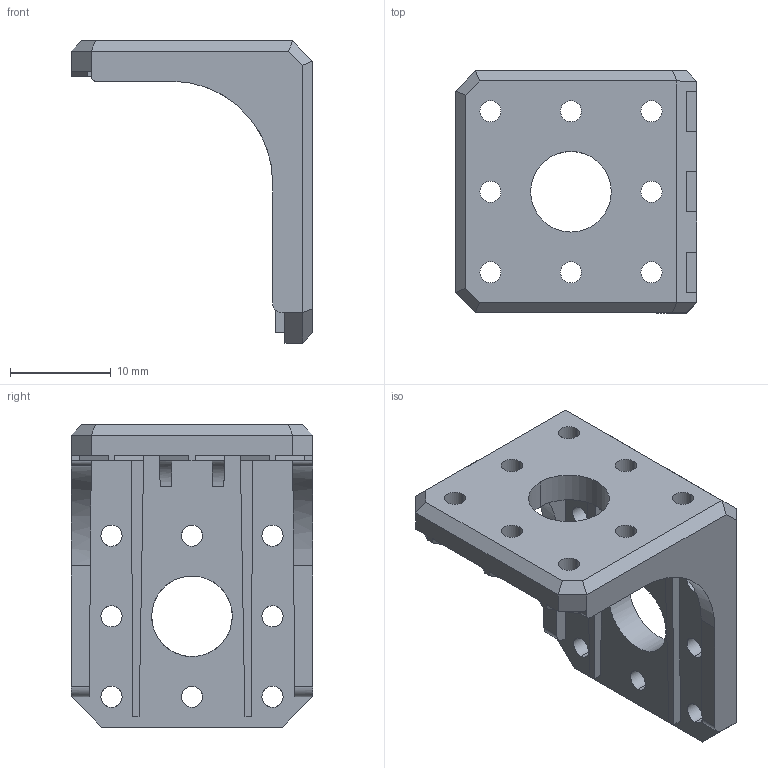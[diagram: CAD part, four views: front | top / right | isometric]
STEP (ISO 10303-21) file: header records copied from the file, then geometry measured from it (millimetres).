
FILE_DESCRIPTION((''),'2;1');
FILE_NAME('F9ORG','2010-04-09T',('JANG WOOK'),(''),'PRO/ENGINEER BY PARAMETRIC TECHNOLOGY CORPORATION, 2009060','PRO/ENGINEER BY PARAMETRIC TECHNOLOGY CORPORATION, 2009060','');
FILE_SCHEMA(('CONFIG_CONTROL_DESIGN'));
Length unit declared in the file: millimetre
Products named in the file (1): F9ORG
Bounding box: 24 x 24 x 30 mm (x, y, z)
Volume: 3207 mm3; surface area: 3410 mm2
Topology: 1 solids, 1 shells, 181 faces, 534 edges, 350 vertices
Faces by surface type: plane 137, cylinder 44
Entity records: 6270 total; most frequent: CARTESIAN_POINT 1319, ORIENTED_EDGE 1068, DIRECTION 932, EDGE_CURVE 534, VECTOR 446, LINE 446, VERTEX_POINT 350, AXIS2_PLACEMENT_3D 243
